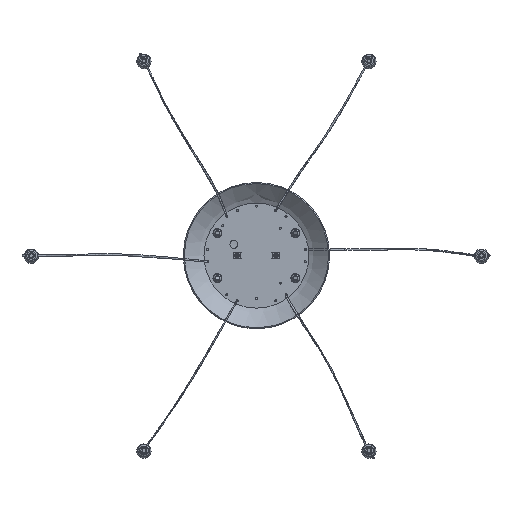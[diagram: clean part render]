
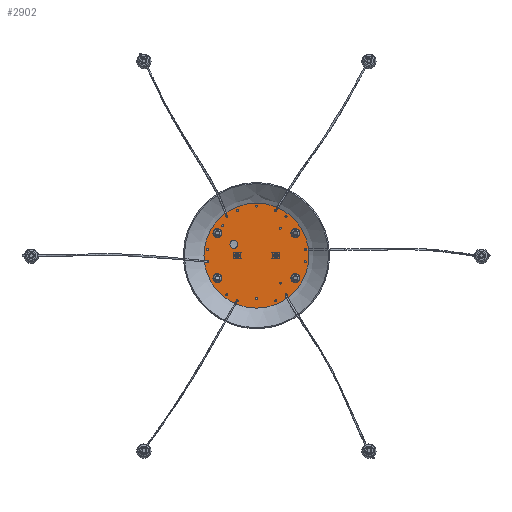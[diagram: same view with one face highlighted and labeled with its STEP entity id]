
A CAD part, top view. The second image highlights one B-rep face of the part: STEP entity #2902.
In plain terms, the highlighted face is planar.
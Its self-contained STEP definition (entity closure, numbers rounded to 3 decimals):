
#564=PLANE('',#4074);
#684=ORIENTED_EDGE('',*,*,#1339,.F.);
#685=ORIENTED_EDGE('',*,*,#1340,.F.);
#686=ORIENTED_EDGE('',*,*,#1341,.F.);
#687=ORIENTED_EDGE('',*,*,#1342,.F.);
#688=ORIENTED_EDGE('',*,*,#1343,.F.);
#689=ORIENTED_EDGE('',*,*,#1344,.F.);
#690=ORIENTED_EDGE('',*,*,#1345,.F.);
#691=ORIENTED_EDGE('',*,*,#1346,.F.);
#692=ORIENTED_EDGE('',*,*,#1347,.T.);
#693=ORIENTED_EDGE('',*,*,#1348,.T.);
#694=ORIENTED_EDGE('',*,*,#1349,.T.);
#695=ORIENTED_EDGE('',*,*,#1350,.T.);
#696=ORIENTED_EDGE('',*,*,#1351,.F.);
#697=ORIENTED_EDGE('',*,*,#1352,.F.);
#698=ORIENTED_EDGE('',*,*,#1353,.F.);
#699=ORIENTED_EDGE('',*,*,#1354,.F.);
#700=ORIENTED_EDGE('',*,*,#1355,.F.);
#701=ORIENTED_EDGE('',*,*,#1356,.F.);
#702=ORIENTED_EDGE('',*,*,#1357,.F.);
#703=ORIENTED_EDGE('',*,*,#1358,.F.);
#704=ORIENTED_EDGE('',*,*,#1359,.F.);
#705=ORIENTED_EDGE('',*,*,#1360,.F.);
#706=ORIENTED_EDGE('',*,*,#1361,.F.);
#707=ORIENTED_EDGE('',*,*,#1362,.F.);
#708=ORIENTED_EDGE('',*,*,#1314,.T.);
#1314=EDGE_CURVE('',#1642,#1642,#1909,.T.);
#1339=EDGE_CURVE('',#1667,#1667,#1934,.T.);
#1340=EDGE_CURVE('',#1668,#1668,#1935,.T.);
#1341=EDGE_CURVE('',#1669,#1669,#1936,.T.);
#1342=EDGE_CURVE('',#1670,#1670,#1937,.T.);
#1343=EDGE_CURVE('',#1671,#1671,#1938,.T.);
#1344=EDGE_CURVE('',#1672,#1672,#1939,.T.);
#1345=EDGE_CURVE('',#1673,#1673,#1940,.T.);
#1346=EDGE_CURVE('',#1674,#1674,#1941,.T.);
#1347=EDGE_CURVE('',#1675,#1675,#1942,.F.);
#1348=EDGE_CURVE('',#1676,#1676,#1943,.F.);
#1349=EDGE_CURVE('',#1677,#1677,#1944,.F.);
#1350=EDGE_CURVE('',#1678,#1678,#1945,.F.);
#1351=EDGE_CURVE('',#1679,#1679,#1946,.T.);
#1352=EDGE_CURVE('',#1680,#1680,#1947,.T.);
#1353=EDGE_CURVE('',#1681,#1681,#1948,.T.);
#1354=EDGE_CURVE('',#1682,#1682,#1949,.T.);
#1355=EDGE_CURVE('',#1683,#1683,#1950,.T.);
#1356=EDGE_CURVE('',#1684,#1684,#1951,.T.);
#1357=EDGE_CURVE('',#1685,#1685,#1952,.T.);
#1358=EDGE_CURVE('',#1686,#1686,#1953,.T.);
#1359=EDGE_CURVE('',#1687,#1687,#1954,.T.);
#1360=EDGE_CURVE('',#1688,#1688,#1955,.T.);
#1361=EDGE_CURVE('',#1689,#1689,#1956,.T.);
#1362=EDGE_CURVE('',#1690,#1690,#1957,.T.);
#1642=VERTEX_POINT('',#5472);
#1667=VERTEX_POINT('',#5524);
#1668=VERTEX_POINT('',#5526);
#1669=VERTEX_POINT('',#5528);
#1670=VERTEX_POINT('',#5530);
#1671=VERTEX_POINT('',#5532);
#1672=VERTEX_POINT('',#5534);
#1673=VERTEX_POINT('',#5536);
#1674=VERTEX_POINT('',#5538);
#1675=VERTEX_POINT('',#5540);
#1676=VERTEX_POINT('',#5542);
#1677=VERTEX_POINT('',#5544);
#1678=VERTEX_POINT('',#5546);
#1679=VERTEX_POINT('',#5548);
#1680=VERTEX_POINT('',#5550);
#1681=VERTEX_POINT('',#5552);
#1682=VERTEX_POINT('',#5554);
#1683=VERTEX_POINT('',#5556);
#1684=VERTEX_POINT('',#5558);
#1685=VERTEX_POINT('',#5560);
#1686=VERTEX_POINT('',#5562);
#1687=VERTEX_POINT('',#5564);
#1688=VERTEX_POINT('',#5566);
#1689=VERTEX_POINT('',#5568);
#1690=VERTEX_POINT('',#5570);
#1909=CIRCLE('',#4048,70.);
#1934=CIRCLE('',#4075,1.35);
#1935=CIRCLE('',#4076,1.35);
#1936=CIRCLE('',#4077,1.35);
#1937=CIRCLE('',#4078,5.25);
#1938=CIRCLE('',#4079,1.35);
#1939=CIRCLE('',#4080,1.35);
#1940=CIRCLE('',#4081,1.75);
#1941=CIRCLE('',#4082,1.75);
#1942=CIRCLE('',#4083,6.);
#1943=CIRCLE('',#4084,6.);
#1944=CIRCLE('',#4085,6.);
#1945=CIRCLE('',#4086,6.);
#1946=CIRCLE('',#4087,1.35);
#1947=CIRCLE('',#4088,1.35);
#1948=CIRCLE('',#4089,1.35);
#1949=CIRCLE('',#4090,1.35);
#1950=CIRCLE('',#4091,1.35);
#1951=CIRCLE('',#4092,1.35);
#1952=CIRCLE('',#4093,1.35);
#1953=CIRCLE('',#4094,1.35);
#1954=CIRCLE('',#4095,1.35);
#1955=CIRCLE('',#4096,1.35);
#1956=CIRCLE('',#4097,1.35);
#1957=CIRCLE('',#4098,1.35);
#2125=EDGE_LOOP('',(#684));
#2126=EDGE_LOOP('',(#685));
#2127=EDGE_LOOP('',(#686));
#2128=EDGE_LOOP('',(#687));
#2129=EDGE_LOOP('',(#688));
#2130=EDGE_LOOP('',(#689));
#2131=EDGE_LOOP('',(#690));
#2132=EDGE_LOOP('',(#691));
#2133=EDGE_LOOP('',(#692));
#2134=EDGE_LOOP('',(#693));
#2135=EDGE_LOOP('',(#694));
#2136=EDGE_LOOP('',(#695));
#2137=EDGE_LOOP('',(#696));
#2138=EDGE_LOOP('',(#697));
#2139=EDGE_LOOP('',(#698));
#2140=EDGE_LOOP('',(#699));
#2141=EDGE_LOOP('',(#700));
#2142=EDGE_LOOP('',(#701));
#2143=EDGE_LOOP('',(#702));
#2144=EDGE_LOOP('',(#703));
#2145=EDGE_LOOP('',(#704));
#2146=EDGE_LOOP('',(#705));
#2147=EDGE_LOOP('',(#706));
#2148=EDGE_LOOP('',(#707));
#2149=EDGE_LOOP('',(#708));
#2492=FACE_BOUND('',#2125,.T.);
#2493=FACE_BOUND('',#2126,.T.);
#2494=FACE_BOUND('',#2127,.T.);
#2495=FACE_BOUND('',#2128,.T.);
#2496=FACE_BOUND('',#2129,.T.);
#2497=FACE_BOUND('',#2130,.T.);
#2498=FACE_BOUND('',#2131,.T.);
#2499=FACE_BOUND('',#2132,.T.);
#2500=FACE_BOUND('',#2133,.T.);
#2501=FACE_BOUND('',#2134,.T.);
#2502=FACE_BOUND('',#2135,.T.);
#2503=FACE_BOUND('',#2136,.T.);
#2504=FACE_BOUND('',#2137,.T.);
#2505=FACE_BOUND('',#2138,.T.);
#2506=FACE_BOUND('',#2139,.T.);
#2507=FACE_BOUND('',#2140,.T.);
#2508=FACE_BOUND('',#2141,.T.);
#2509=FACE_BOUND('',#2142,.T.);
#2510=FACE_BOUND('',#2143,.T.);
#2511=FACE_BOUND('',#2144,.T.);
#2512=FACE_BOUND('',#2145,.T.);
#2513=FACE_BOUND('',#2146,.T.);
#2514=FACE_BOUND('',#2147,.T.);
#2515=FACE_BOUND('',#2148,.T.);
#2516=FACE_BOUND('',#2149,.T.);
#2902=ADVANCED_FACE('',(#2492,#2493,#2494,#2495,#2496,#2497,#2498,#2499,
#2500,#2501,#2502,#2503,#2504,#2505,#2506,#2507,#2508,#2509,#2510,#2511,
#2512,#2513,#2514,#2515,#2516),#564,.T.);
#4048=AXIS2_PLACEMENT_3D('',#5471,#4483,#4484);
#4074=AXIS2_PLACEMENT_3D('',#5522,#4535,#4536);
#4075=AXIS2_PLACEMENT_3D('',#5523,#4537,#4538);
#4076=AXIS2_PLACEMENT_3D('',#5525,#4539,#4540);
#4077=AXIS2_PLACEMENT_3D('',#5527,#4541,#4542);
#4078=AXIS2_PLACEMENT_3D('',#5529,#4543,#4544);
#4079=AXIS2_PLACEMENT_3D('',#5531,#4545,#4546);
#4080=AXIS2_PLACEMENT_3D('',#5533,#4547,#4548);
#4081=AXIS2_PLACEMENT_3D('',#5535,#4549,#4550);
#4082=AXIS2_PLACEMENT_3D('',#5537,#4551,#4552);
#4083=AXIS2_PLACEMENT_3D('',#5539,#4553,#4554);
#4084=AXIS2_PLACEMENT_3D('',#5541,#4555,#4556);
#4085=AXIS2_PLACEMENT_3D('',#5543,#4557,#4558);
#4086=AXIS2_PLACEMENT_3D('',#5545,#4559,#4560);
#4087=AXIS2_PLACEMENT_3D('',#5547,#4561,#4562);
#4088=AXIS2_PLACEMENT_3D('',#5549,#4563,#4564);
#4089=AXIS2_PLACEMENT_3D('',#5551,#4565,#4566);
#4090=AXIS2_PLACEMENT_3D('',#5553,#4567,#4568);
#4091=AXIS2_PLACEMENT_3D('',#5555,#4569,#4570);
#4092=AXIS2_PLACEMENT_3D('',#5557,#4571,#4572);
#4093=AXIS2_PLACEMENT_3D('',#5559,#4573,#4574);
#4094=AXIS2_PLACEMENT_3D('',#5561,#4575,#4576);
#4095=AXIS2_PLACEMENT_3D('',#5563,#4577,#4578);
#4096=AXIS2_PLACEMENT_3D('',#5565,#4579,#4580);
#4097=AXIS2_PLACEMENT_3D('',#5567,#4581,#4582);
#4098=AXIS2_PLACEMENT_3D('',#5569,#4583,#4584);
#4483=DIRECTION('',(0.,0.,-1.));
#4484=DIRECTION('',(1.,0.,0.));
#4535=DIRECTION('',(0.,0.,-1.));
#4536=DIRECTION('',(-1.,0.,0.));
#4537=DIRECTION('',(0.,0.,-1.));
#4538=DIRECTION('',(-1.,0.,0.));
#4539=DIRECTION('',(0.,0.,-1.));
#4540=DIRECTION('',(-1.,0.,0.));
#4541=DIRECTION('',(0.,0.,-1.));
#4542=DIRECTION('',(-1.,0.,0.));
#4543=DIRECTION('',(0.,0.,-1.));
#4544=DIRECTION('',(-1.,0.,0.));
#4545=DIRECTION('',(0.,0.,-1.));
#4546=DIRECTION('',(-1.,0.,0.));
#4547=DIRECTION('',(0.,0.,-1.));
#4548=DIRECTION('',(-1.,0.,0.));
#4549=DIRECTION('',(0.,0.,-1.));
#4550=DIRECTION('',(-1.,0.,0.));
#4551=DIRECTION('',(0.,0.,-1.));
#4552=DIRECTION('',(-1.,0.,0.));
#4553=DIRECTION('',(0.,0.,-1.));
#4554=DIRECTION('',(-1.,0.,0.));
#4555=DIRECTION('',(0.,0.,-1.));
#4556=DIRECTION('',(-1.,0.,0.));
#4557=DIRECTION('',(0.,0.,-1.));
#4558=DIRECTION('',(-1.,0.,0.));
#4559=DIRECTION('',(0.,0.,-1.));
#4560=DIRECTION('',(-1.,0.,0.));
#4561=DIRECTION('',(0.,0.,-1.));
#4562=DIRECTION('',(-1.,0.,0.));
#4563=DIRECTION('',(0.,0.,-1.));
#4564=DIRECTION('',(-1.,0.,0.));
#4565=DIRECTION('',(0.,0.,-1.));
#4566=DIRECTION('',(-1.,0.,0.));
#4567=DIRECTION('',(0.,0.,-1.));
#4568=DIRECTION('',(-1.,0.,0.));
#4569=DIRECTION('',(0.,0.,-1.));
#4570=DIRECTION('',(-1.,0.,0.));
#4571=DIRECTION('',(0.,0.,-1.));
#4572=DIRECTION('',(-1.,0.,0.));
#4573=DIRECTION('',(0.,0.,-1.));
#4574=DIRECTION('',(-1.,0.,0.));
#4575=DIRECTION('',(0.,0.,-1.));
#4576=DIRECTION('',(-1.,0.,0.));
#4577=DIRECTION('',(0.,0.,-1.));
#4578=DIRECTION('',(-1.,0.,0.));
#4579=DIRECTION('',(0.,0.,-1.));
#4580=DIRECTION('',(-1.,0.,0.));
#4581=DIRECTION('',(0.,0.,-1.));
#4582=DIRECTION('',(-1.,0.,0.));
#4583=DIRECTION('',(0.,0.,-1.));
#4584=DIRECTION('',(-1.,0.,0.));
#5471=CARTESIAN_POINT('',(0.,0.,0.));
#5472=CARTESIAN_POINT('',(70.,0.,0.));
#5522=CARTESIAN_POINT('',(0.,0.,0.));
#5523=CARTESIAN_POINT('',(-32.,-36.5,0.));
#5524=CARTESIAN_POINT('',(-33.35,-36.5,0.));
#5525=CARTESIAN_POINT('',(-32.,36.5,0.));
#5526=CARTESIAN_POINT('',(-33.35,36.5,0.));
#5527=CARTESIAN_POINT('',(45.,40.,0.));
#5528=CARTESIAN_POINT('',(43.65,40.,0.));
#5529=CARTESIAN_POINT('',(30.,15.,0.));
#5530=CARTESIAN_POINT('',(24.75,15.,0.));
#5531=CARTESIAN_POINT('',(0.,66.,0.));
#5532=CARTESIAN_POINT('',(-1.35,66.,0.));
#5533=CARTESIAN_POINT('',(0.,-57.,0.));
#5534=CARTESIAN_POINT('',(-1.35,-57.,0.));
#5535=CARTESIAN_POINT('',(26.,0.,0.));
#5536=CARTESIAN_POINT('',(24.25,0.,0.));
#5537=CARTESIAN_POINT('',(-26.,0.,0.));
#5538=CARTESIAN_POINT('',(-27.75,0.,0.));
#5539=CARTESIAN_POINT('',(51.962,30.,0.));
#5540=CARTESIAN_POINT('',(45.962,30.,0.));
#5541=CARTESIAN_POINT('',(51.962,-30.,0.));
#5542=CARTESIAN_POINT('',(45.962,-30.,0.));
#5543=CARTESIAN_POINT('',(-51.962,30.,0.));
#5544=CARTESIAN_POINT('',(-57.962,30.,0.));
#5545=CARTESIAN_POINT('',(-51.962,-30.,0.));
#5546=CARTESIAN_POINT('',(-57.962,-30.,0.));
#5547=CARTESIAN_POINT('',(25.572,-60.292,0.));
#5548=CARTESIAN_POINT('',(24.222,-60.292,0.));
#5549=CARTESIAN_POINT('',(39.428,-52.292,0.));
#5550=CARTESIAN_POINT('',(38.078,-52.292,0.));
#5551=CARTESIAN_POINT('',(65.,-8.,0.));
#5552=CARTESIAN_POINT('',(63.65,-8.,0.));
#5553=CARTESIAN_POINT('',(65.,8.,0.));
#5554=CARTESIAN_POINT('',(63.65,8.,0.));
#5555=CARTESIAN_POINT('',(39.428,52.292,0.));
#5556=CARTESIAN_POINT('',(38.078,52.292,0.));
#5557=CARTESIAN_POINT('',(25.572,60.292,0.));
#5558=CARTESIAN_POINT('',(24.222,60.292,0.));
#5559=CARTESIAN_POINT('',(-25.572,60.292,0.));
#5560=CARTESIAN_POINT('',(-26.922,60.292,0.));
#5561=CARTESIAN_POINT('',(-39.428,52.292,0.));
#5562=CARTESIAN_POINT('',(-40.778,52.292,0.));
#5563=CARTESIAN_POINT('',(-65.,8.,0.));
#5564=CARTESIAN_POINT('',(-66.35,8.,0.));
#5565=CARTESIAN_POINT('',(-65.,-8.,0.));
#5566=CARTESIAN_POINT('',(-66.35,-8.,0.));
#5567=CARTESIAN_POINT('',(-39.428,-52.292,0.));
#5568=CARTESIAN_POINT('',(-40.778,-52.292,0.));
#5569=CARTESIAN_POINT('',(-25.572,-60.292,0.));
#5570=CARTESIAN_POINT('',(-26.922,-60.292,0.));
